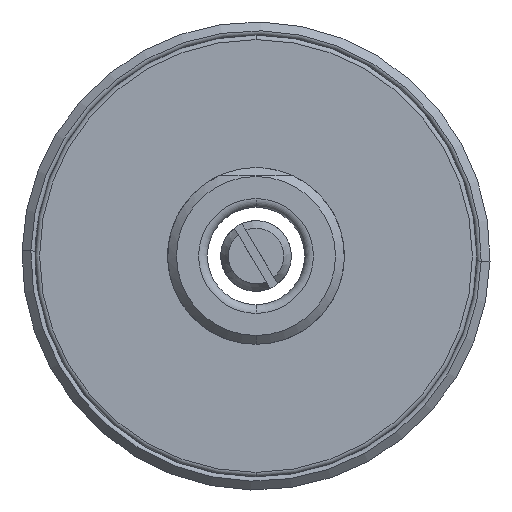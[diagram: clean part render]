
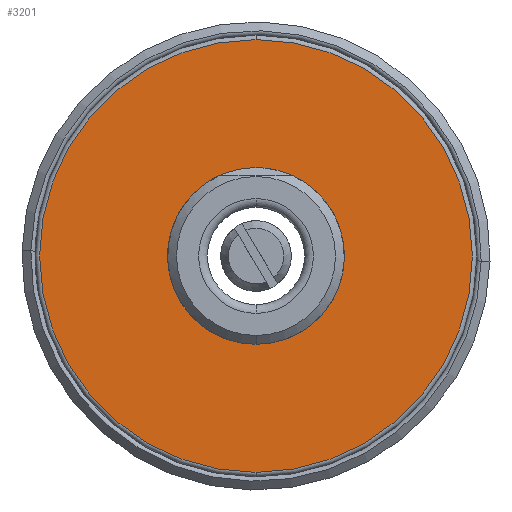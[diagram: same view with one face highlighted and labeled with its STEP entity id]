
A CAD part, left-side view. The second image highlights one B-rep face of the part: STEP entity #3201.
In plain terms, the highlighted planar face has unit normal (-1, 0, 0).
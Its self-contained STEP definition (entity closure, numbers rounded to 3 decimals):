
#1 = EDGE_CURVE ( 'NONE', #2935, #2053, #1108, .T. ) ;
#104 = CARTESIAN_POINT ( 'NONE',  ( 50., 0., 0. ) ) ;
#253 = FACE_BOUND ( 'NONE', #2843, .T. ) ;
#356 = FACE_OUTER_BOUND ( 'NONE', #3002, .T. ) ;
#386 = CIRCLE ( 'NONE', #2273, 10. ) ;
#629 = AXIS2_PLACEMENT_3D ( 'NONE', #1609, #1654, #3480 ) ;
#739 = PLANE ( 'NONE',  #3902 ) ;
#810 = EDGE_CURVE ( 'NONE', #1381, #1290, #386, .T. ) ;
#1108 = CIRCLE ( 'NONE', #629, 24.5 ) ;
#1159 = CARTESIAN_POINT ( 'NONE',  ( 50., 0., 0. ) ) ;
#1165 = DIRECTION ( 'NONE',  ( 1., 0., 0. ) ) ;
#1170 = DIRECTION ( 'NONE',  ( 0., 0., -1. ) ) ;
#1290 = VERTEX_POINT ( 'NONE', #2853 ) ;
#1381 = VERTEX_POINT ( 'NONE', #3778 ) ;
#1584 = CIRCLE ( 'NONE', #3730, 24.5 ) ;
#1609 = CARTESIAN_POINT ( 'NONE',  ( 50., 0., 0. ) ) ;
#1654 = DIRECTION ( 'NONE',  ( 1., 0., 0. ) ) ;
#1716 = EDGE_CURVE ( 'NONE', #1290, #1381, #2693, .T. ) ;
#1752 = EDGE_CURVE ( 'NONE', #2053, #2935, #1584, .T. ) ;
#2053 = VERTEX_POINT ( 'NONE', #2845 ) ;
#2198 = ORIENTED_EDGE ( 'NONE', *, *, #1752, .F. ) ;
#2206 = ORIENTED_EDGE ( 'NONE', *, *, #1, .F. ) ;
#2222 = ORIENTED_EDGE ( 'NONE', *, *, #1716, .T. ) ;
#2273 = AXIS2_PLACEMENT_3D ( 'NONE', #1159, #1165, #1170 ) ;
#2280 = ORIENTED_EDGE ( 'NONE', *, *, #810, .T. ) ;
#2693 = CIRCLE ( 'NONE', #2879, 10. ) ;
#2843 = EDGE_LOOP ( 'NONE', ( #2280, #2222 ) ) ;
#2845 = CARTESIAN_POINT ( 'NONE',  ( 50., 0., 24.5 ) ) ;
#2853 = CARTESIAN_POINT ( 'NONE',  ( 50., 0., 10. ) ) ;
#2879 = AXIS2_PLACEMENT_3D ( 'NONE', #104, #4040, #4027 ) ;
#2912 = DIRECTION ( 'NONE',  ( 0., 0., 1. ) ) ;
#2935 = VERTEX_POINT ( 'NONE', #3368 ) ;
#2940 = DIRECTION ( 'NONE',  ( -1., 0., 0. ) ) ;
#2953 = CARTESIAN_POINT ( 'NONE',  ( 50., 10., 0. ) ) ;
#3002 = EDGE_LOOP ( 'NONE', ( #2206, #2198 ) ) ;
#3201 = ADVANCED_FACE ( 'NONE', ( #253, #356 ), #739, .T. ) ;
#3332 = DIRECTION ( 'NONE',  ( 0., 0., -1. ) ) ;
#3345 = DIRECTION ( 'NONE',  ( 1., 0., 0. ) ) ;
#3368 = CARTESIAN_POINT ( 'NONE',  ( 50., 0., -24.5 ) ) ;
#3383 = CARTESIAN_POINT ( 'NONE',  ( 50., 0., 0. ) ) ;
#3480 = DIRECTION ( 'NONE',  ( 0., 0., -1. ) ) ;
#3730 = AXIS2_PLACEMENT_3D ( 'NONE', #3383, #3345, #3332 ) ;
#3778 = CARTESIAN_POINT ( 'NONE',  ( 50., 0., -10. ) ) ;
#3902 = AXIS2_PLACEMENT_3D ( 'NONE', #2953, #2940, #2912 ) ;
#4027 = DIRECTION ( 'NONE',  ( 0., 0., -1. ) ) ;
#4040 = DIRECTION ( 'NONE',  ( 1., 0., 0. ) ) ;
